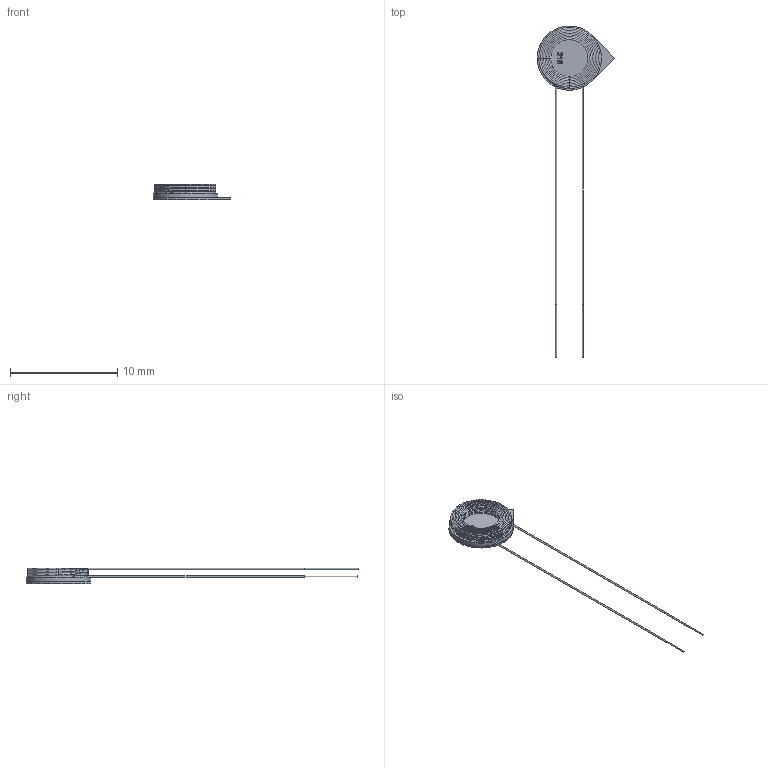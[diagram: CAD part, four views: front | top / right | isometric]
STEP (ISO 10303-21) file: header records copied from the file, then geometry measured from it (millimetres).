
FILE_DESCRIPTION(/* description */ ('Unknown'),/* implementation_level */ '2;1');
FILE_NAME(/* name */ 'L_Wurth_WE-WPCC-RX_760308101216',/* time_stamp */ '2025-04-22T15:04:08+08:00',/* author */ ('Unknown'),/* organization */ ('Unknown'),/* preprocessor_version */ 'ST-DEVELOPER v19.4',/* originating_system */ 'Solid Edge',/* authorisation */ 'Unknown');
FILE_SCHEMA (('AUTOMOTIVE_DESIGN {1 0 10303 214 3 1 1}'));
Length unit declared in the file: millimetre
Products named in the file (2): L_Wurth_WE-WPCC-RX_760308101216
Assembly tree (1 placements, depth 2):
  L_Wurth_WE-WPCC-RX_760308101216
    L_Wurth_WE-WPCC-RX_760308101216
Bounding box: 7.24 x 31 x 1.42 mm (x, y, z)
Volume: 26.6 mm3; surface area: 594.1 mm2
Topology: 7 solids, 7 shells, 141 faces, 318 edges, 182 vertices
Faces by surface type: bspline 53, torus 50, plane 28, cylinder 10
Full cylindrical faces by diameter (mm): 0.12 x2, 0.13 x2, 6 x4
Entity records: 7732 total; most frequent: CARTESIAN_POINT 4396, DIRECTION 440, ORIENTED_EDGE 366, FACE_BOUND 324, EDGE_LOOP 276, VERTEX_POINT 211, AXIS2_PLACEMENT_3D 204, EDGE_CURVE 183
